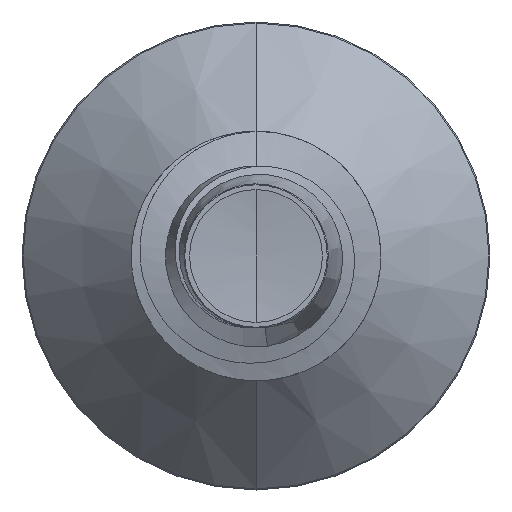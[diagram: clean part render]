
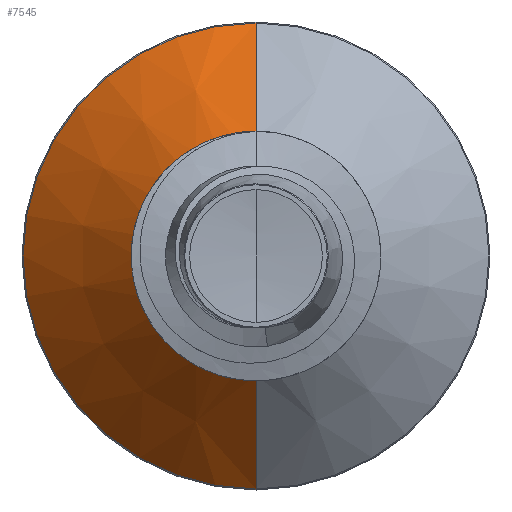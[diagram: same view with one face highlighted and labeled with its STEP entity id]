
A CAD part, front view. The second image highlights one B-rep face of the part: STEP entity #7545.
In plain terms, the highlighted conical face has half-angle 45 degrees and reference radius 0.764 mm.
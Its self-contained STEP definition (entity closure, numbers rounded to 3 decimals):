
#914 = CARTESIAN_POINT ( 'NONE',  ( 0., 2.065, 0.765 ) ) ;
#927 = DIRECTION ( 'NONE',  ( 0., 0.707, 0.707 ) ) ;
#989 = DIRECTION ( 'NONE',  ( 0., 0., 1. ) ) ;
#1000 = DIRECTION ( 'NONE',  ( 0., 1., 0. ) ) ;
#1005 = CARTESIAN_POINT ( 'NONE',  ( 0., 2.793, 0. ) ) ;
#1143 = CIRCLE ( 'NONE', #7801, 0.765 ) ;
#1150 = CARTESIAN_POINT ( 'NONE',  ( 0., 2.065, 0.765 ) ) ;
#1337 = CARTESIAN_POINT ( 'NONE',  ( 0., 2.793, -1.493 ) ) ;
#1379 = VERTEX_POINT ( 'NONE', #2906 ) ;
#1642 = VERTEX_POINT ( 'NONE', #1337 ) ;
#1812 = ORIENTED_EDGE ( 'NONE', *, *, #7703, .F. ) ;
#1898 = EDGE_CURVE ( 'NONE', #1642, #7238, #6042, .T. ) ;
#2059 = EDGE_CURVE ( 'NONE', #5476, #7238, #6174, .T. ) ;
#2085 = ORIENTED_EDGE ( 'NONE', *, *, #7931, .T. ) ;
#2287 = ORIENTED_EDGE ( 'NONE', *, *, #2059, .T. ) ;
#2305 = DIRECTION ( 'NONE',  ( 0., 0., 1. ) ) ;
#2453 = ORIENTED_EDGE ( 'NONE', *, *, #1898, .F. ) ;
#2906 = CARTESIAN_POINT ( 'NONE',  ( 0., 2.065, -0.765 ) ) ;
#3405 = AXIS2_PLACEMENT_3D ( 'NONE', #6641, #4805, #2305 ) ;
#4029 = LINE ( 'NONE', #6689, #4482 ) ;
#4482 = VECTOR ( 'NONE', #7158, 1000. ) ;
#4805 = DIRECTION ( 'NONE',  ( 0., 1., 0. ) ) ;
#5136 = DIRECTION ( 'NONE',  ( 0., 1., 0. ) ) ;
#5476 = VERTEX_POINT ( 'NONE', #1150 ) ;
#6042 = CIRCLE ( 'NONE', #6691, 1.493 ) ;
#6174 = LINE ( 'NONE', #914, #7374 ) ;
#6456 = CONICAL_SURFACE ( 'NONE', #3405, 0.765, 0.785 ) ;
#6566 = EDGE_LOOP ( 'NONE', ( #1812, #2085, #2287, #2453 ) ) ;
#6641 = CARTESIAN_POINT ( 'NONE',  ( 0., 2.065, 0. ) ) ;
#6689 = CARTESIAN_POINT ( 'NONE',  ( 0., 2.065, -0.765 ) ) ;
#6691 = AXIS2_PLACEMENT_3D ( 'NONE', #1005, #1000, #989 ) ;
#7158 = DIRECTION ( 'NONE',  ( 0., 0.707, -0.707 ) ) ;
#7238 = VERTEX_POINT ( 'NONE', #8328 ) ;
#7374 = VECTOR ( 'NONE', #927, 1000. ) ;
#7545 = ADVANCED_FACE ( 'NONE', ( #7953 ), #6456, .T. ) ;
#7703 = EDGE_CURVE ( 'NONE', #1379, #1642, #4029, .T. ) ;
#7801 = AXIS2_PLACEMENT_3D ( 'NONE', #7924, #5136, #8225 ) ;
#7924 = CARTESIAN_POINT ( 'NONE',  ( 0., 2.065, 0. ) ) ;
#7931 = EDGE_CURVE ( 'NONE', #1379, #5476, #1143, .T. ) ;
#7953 = FACE_OUTER_BOUND ( 'NONE', #6566, .T. ) ;
#8225 = DIRECTION ( 'NONE',  ( 0., 0., 1. ) ) ;
#8328 = CARTESIAN_POINT ( 'NONE',  ( 0., 2.793, 1.493 ) ) ;
